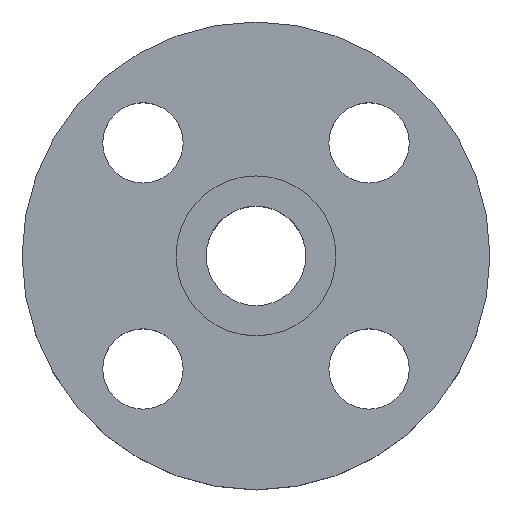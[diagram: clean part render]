
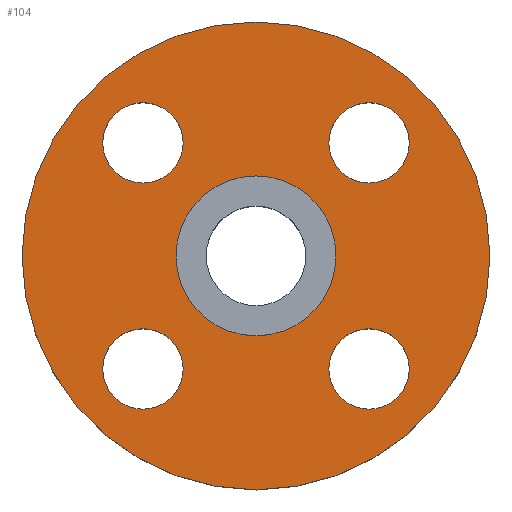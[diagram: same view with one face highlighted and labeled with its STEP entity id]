
A CAD part, top view. The second image highlights one B-rep face of the part: STEP entity #104.
In plain terms, the highlighted planar face has unit normal (0, 0, 1).
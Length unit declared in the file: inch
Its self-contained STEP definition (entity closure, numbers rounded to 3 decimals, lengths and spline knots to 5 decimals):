
#4 = VERTEX_POINT ( 'NONE', #240 ) ;
#6 = DIRECTION ( 'NONE',  ( 0., 0., 1. ) ) ;
#12 = CIRCLE ( 'NONE', #49, 2.56 ) ;
#14 = ORIENTED_EDGE ( 'NONE', *, *, #346, .T. ) ;
#18 = CIRCLE ( 'NONE', #625, 0.44 ) ;
#20 = DIRECTION ( 'NONE',  ( 0., 0., 1. ) ) ;
#30 = CARTESIAN_POINT ( 'NONE',  ( 0., 0., -0.25 ) ) ;
#37 = VERTEX_POINT ( 'NONE', #451 ) ;
#41 = DIRECTION ( 'NONE',  ( 1., 0., 0. ) ) ;
#47 = DIRECTION ( 'NONE',  ( 0., 1., 0. ) ) ;
#49 = AXIS2_PLACEMENT_3D ( 'NONE', #440, #68, #182 ) ;
#51 = CARTESIAN_POINT ( 'NONE',  ( -2.56, 0., -0.25 ) ) ;
#57 = DIRECTION ( 'NONE',  ( 1., 0., 0. ) ) ;
#59 = EDGE_CURVE ( 'NONE', #4, #350, #79, .T. ) ;
#64 = CIRCLE ( 'NONE', #479, 0.44 ) ;
#68 = DIRECTION ( 'NONE',  ( 0., 0., 1. ) ) ;
#70 = EDGE_LOOP ( 'NONE', ( #402, #180 ) ) ;
#79 = CIRCLE ( 'NONE', #187, 0.44 ) ;
#87 = FACE_BOUND ( 'NONE', #175, .T. ) ;
#88 = EDGE_CURVE ( 'NONE', #350, #4, #18, .T. ) ;
#93 = VERTEX_POINT ( 'NONE', #433 ) ;
#97 = CARTESIAN_POINT ( 'NONE',  ( -1.23744, 0.79744, -0.25 ) ) ;
#101 = EDGE_LOOP ( 'NONE', ( #290, #286 ) ) ;
#104 = ADVANCED_FACE ( 'NONE', ( #577, #249, #87, #470, #194, #299 ), #520, .T. ) ;
#111 = AXIS2_PLACEMENT_3D ( 'NONE', #659, #6, #283 ) ;
#126 = VERTEX_POINT ( 'NONE', #142 ) ;
#140 = CARTESIAN_POINT ( 'NONE',  ( 1.23744, 1.23744, -0.25 ) ) ;
#141 = ORIENTED_EDGE ( 'NONE', *, *, #642, .T. ) ;
#142 = CARTESIAN_POINT ( 'NONE',  ( -0.79744, -1.23744, -0.25 ) ) ;
#148 = CARTESIAN_POINT ( 'NONE',  ( 0., 0., -0.25 ) ) ;
#151 = CARTESIAN_POINT ( 'NONE',  ( 0., 0., -0.25 ) ) ;
#161 = CARTESIAN_POINT ( 'NONE',  ( -1.23744, -1.23744, -0.25 ) ) ;
#168 = EDGE_LOOP ( 'NONE', ( #630, #616 ) ) ;
#174 = CIRCLE ( 'NONE', #646, 0.44 ) ;
#175 = EDGE_LOOP ( 'NONE', ( #618, #298 ) ) ;
#180 = ORIENTED_EDGE ( 'NONE', *, *, #362, .F. ) ;
#182 = DIRECTION ( 'NONE',  ( 1., 0., 0. ) ) ;
#187 = AXIS2_PLACEMENT_3D ( 'NONE', #615, #502, #47 ) ;
#188 = AXIS2_PLACEMENT_3D ( 'NONE', #151, #590, #200 ) ;
#194 = FACE_BOUND ( 'NONE', #168, .T. ) ;
#200 = DIRECTION ( 'NONE',  ( 1., 0., 0. ) ) ;
#202 = CARTESIAN_POINT ( 'NONE',  ( -1.23744, 1.23744, -0.25 ) ) ;
#210 = EDGE_CURVE ( 'NONE', #383, #93, #64, .T. ) ;
#233 = DIRECTION ( 'NONE',  ( 1., 0., 0. ) ) ;
#240 = CARTESIAN_POINT ( 'NONE',  ( -1.23744, 1.67744, -0.25 ) ) ;
#246 = AXIS2_PLACEMENT_3D ( 'NONE', #161, #267, #658 ) ;
#249 = FACE_BOUND ( 'NONE', #70, .T. ) ;
#259 = DIRECTION ( 'NONE',  ( 0., 0., 1. ) ) ;
#264 = CIRCLE ( 'NONE', #111, 0.44 ) ;
#267 = DIRECTION ( 'NONE',  ( 0., 0., 1. ) ) ;
#275 = ORIENTED_EDGE ( 'NONE', *, *, #210, .F. ) ;
#283 = DIRECTION ( 'NONE',  ( 0., -1., 0. ) ) ;
#286 = ORIENTED_EDGE ( 'NONE', *, *, #701, .F. ) ;
#290 = ORIENTED_EDGE ( 'NONE', *, *, #374, .F. ) ;
#298 = ORIENTED_EDGE ( 'NONE', *, *, #88, .F. ) ;
#299 = FACE_OUTER_BOUND ( 'NONE', #566, .T. ) ;
#330 = DIRECTION ( 'NONE',  ( 0., 0., 1. ) ) ;
#337 = CIRCLE ( 'NONE', #188, 0.875 ) ;
#346 = EDGE_CURVE ( 'NONE', #603, #355, #452, .T. ) ;
#350 = VERTEX_POINT ( 'NONE', #97 ) ;
#352 = VERTEX_POINT ( 'NONE', #541 ) ;
#355 = VERTEX_POINT ( 'NONE', #51 ) ;
#362 = EDGE_CURVE ( 'NONE', #126, #623, #419, .T. ) ;
#363 = AXIS2_PLACEMENT_3D ( 'NONE', #549, #425, #57 ) ;
#364 = ORIENTED_EDGE ( 'NONE', *, *, #622, .F. ) ;
#372 = DIRECTION ( 'NONE',  ( 0., 0., 1. ) ) ;
#374 = EDGE_CURVE ( 'NONE', #37, #352, #174, .T. ) ;
#383 = VERTEX_POINT ( 'NONE', #553 ) ;
#392 = EDGE_LOOP ( 'NONE', ( #364, #275 ) ) ;
#400 = CARTESIAN_POINT ( 'NONE',  ( -0.875, 0., -0.25 ) ) ;
#402 = ORIENTED_EDGE ( 'NONE', *, *, #672, .F. ) ;
#419 = CIRCLE ( 'NONE', #246, 0.44 ) ;
#425 = DIRECTION ( 'NONE',  ( 0., 0., -1. ) ) ;
#433 = CARTESIAN_POINT ( 'NONE',  ( 1.67744, 1.23744, -0.25 ) ) ;
#437 = EDGE_CURVE ( 'NONE', #461, #685, #337, .T. ) ;
#439 = DIRECTION ( 'NONE',  ( 0., -1., 0. ) ) ;
#440 = CARTESIAN_POINT ( 'NONE',  ( 0., 0., -0.25 ) ) ;
#451 = CARTESIAN_POINT ( 'NONE',  ( 1.23744, -1.67744, -0.25 ) ) ;
#452 = CIRCLE ( 'NONE', #592, 2.56 ) ;
#461 = VERTEX_POINT ( 'NONE', #638 ) ;
#470 = FACE_BOUND ( 'NONE', #392, .T. ) ;
#479 = AXIS2_PLACEMENT_3D ( 'NONE', #140, #528, #586 ) ;
#489 = AXIS2_PLACEMENT_3D ( 'NONE', #613, #20, #233 ) ;
#495 = EDGE_CURVE ( 'NONE', #685, #461, #568, .T. ) ;
#502 = DIRECTION ( 'NONE',  ( 0., 0., 1. ) ) ;
#504 = DIRECTION ( 'NONE',  ( -1., 0., 0. ) ) ;
#510 = CARTESIAN_POINT ( 'NONE',  ( 2.56, 0., -0.25 ) ) ;
#520 = PLANE ( 'NONE',  #591 ) ;
#528 = DIRECTION ( 'NONE',  ( 0., 0., 1. ) ) ;
#541 = CARTESIAN_POINT ( 'NONE',  ( 1.23744, -0.79744, -0.25 ) ) ;
#547 = DIRECTION ( 'NONE',  ( 0., 1., 0. ) ) ;
#549 = CARTESIAN_POINT ( 'NONE',  ( 0., 0., -0.25 ) ) ;
#550 = AXIS2_PLACEMENT_3D ( 'NONE', #663, #669, #504 ) ;
#553 = CARTESIAN_POINT ( 'NONE',  ( 0.79744, 1.23744, -0.25 ) ) ;
#560 = CARTESIAN_POINT ( 'NONE',  ( -1.67744, -1.23744, -0.25 ) ) ;
#566 = EDGE_LOOP ( 'NONE', ( #14, #141 ) ) ;
#568 = CIRCLE ( 'NONE', #363, 0.875 ) ;
#577 = FACE_BOUND ( 'NONE', #101, .T. ) ;
#586 = DIRECTION ( 'NONE',  ( 1., 0., 0. ) ) ;
#590 = DIRECTION ( 'NONE',  ( 0., 0., -1. ) ) ;
#591 = AXIS2_PLACEMENT_3D ( 'NONE', #30, #631, #634 ) ;
#592 = AXIS2_PLACEMENT_3D ( 'NONE', #148, #372, #41 ) ;
#603 = VERTEX_POINT ( 'NONE', #510 ) ;
#604 = CARTESIAN_POINT ( 'NONE',  ( 1.23744, -1.23744, -0.25 ) ) ;
#613 = CARTESIAN_POINT ( 'NONE',  ( 1.23744, 1.23744, -0.25 ) ) ;
#615 = CARTESIAN_POINT ( 'NONE',  ( -1.23744, 1.23744, -0.25 ) ) ;
#616 = ORIENTED_EDGE ( 'NONE', *, *, #495, .T. ) ;
#618 = ORIENTED_EDGE ( 'NONE', *, *, #59, .F. ) ;
#622 = EDGE_CURVE ( 'NONE', #93, #383, #698, .T. ) ;
#623 = VERTEX_POINT ( 'NONE', #560 ) ;
#625 = AXIS2_PLACEMENT_3D ( 'NONE', #202, #259, #547 ) ;
#630 = ORIENTED_EDGE ( 'NONE', *, *, #437, .T. ) ;
#631 = DIRECTION ( 'NONE',  ( 0., 0., 1. ) ) ;
#634 = DIRECTION ( 'NONE',  ( 1., 0., 0. ) ) ;
#638 = CARTESIAN_POINT ( 'NONE',  ( 0.875, 0., -0.25 ) ) ;
#642 = EDGE_CURVE ( 'NONE', #355, #603, #12, .T. ) ;
#646 = AXIS2_PLACEMENT_3D ( 'NONE', #604, #330, #439 ) ;
#658 = DIRECTION ( 'NONE',  ( -1., 0., 0. ) ) ;
#659 = CARTESIAN_POINT ( 'NONE',  ( 1.23744, -1.23744, -0.25 ) ) ;
#663 = CARTESIAN_POINT ( 'NONE',  ( -1.23744, -1.23744, -0.25 ) ) ;
#669 = DIRECTION ( 'NONE',  ( 0., 0., 1. ) ) ;
#672 = EDGE_CURVE ( 'NONE', #623, #126, #674, .T. ) ;
#674 = CIRCLE ( 'NONE', #550, 0.44 ) ;
#685 = VERTEX_POINT ( 'NONE', #400 ) ;
#698 = CIRCLE ( 'NONE', #489, 0.44 ) ;
#701 = EDGE_CURVE ( 'NONE', #352, #37, #264, .T. ) ;
